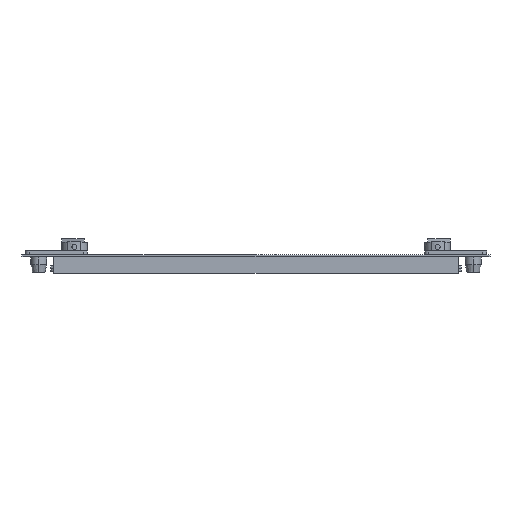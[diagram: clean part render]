
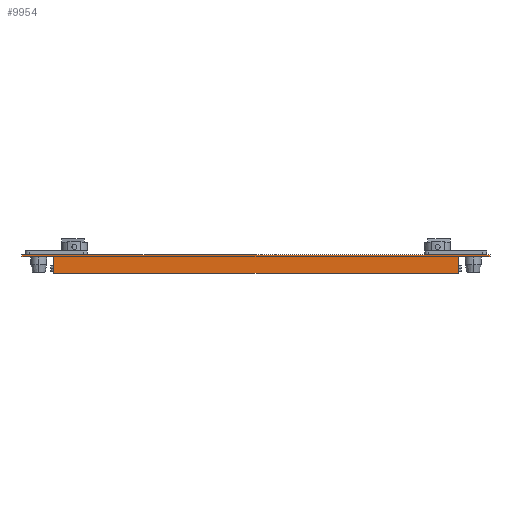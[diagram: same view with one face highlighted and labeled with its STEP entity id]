
A CAD part, front view. The second image highlights one B-rep face of the part: STEP entity #9954.
In plain terms, the highlighted face is planar.
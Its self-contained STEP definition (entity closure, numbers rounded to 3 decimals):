
#9062=DIRECTION('',(0.,0.,1.));
#9063=VECTOR('',#9062,1.);
#9064=CARTESIAN_POINT('',(-125.,175.,0.));
#9065=LINE('',#9064,#9063);
#9076=DIRECTION('',(1.,0.,0.));
#9077=VECTOR('',#9076,17.);
#9078=CARTESIAN_POINT('',(-125.,175.,0.));
#9079=LINE('',#9078,#9077);
#9083=DIRECTION('',(0.,0.,1.));
#9084=VECTOR('',#9083,9.);
#9085=CARTESIAN_POINT('',(108.,175.,-9.));
#9086=LINE('',#9085,#9084);
#9090=DIRECTION('',(1.,0.,0.));
#9091=VECTOR('',#9090,17.);
#9092=CARTESIAN_POINT('',(108.,175.,0.));
#9093=LINE('',#9092,#9091);
#9097=DIRECTION('',(0.,0.,1.));
#9098=VECTOR('',#9097,1.);
#9099=CARTESIAN_POINT('',(125.,175.,0.));
#9100=LINE('',#9099,#9098);
#9104=DIRECTION('',(-1.,0.,0.));
#9105=VECTOR('',#9104,250.);
#9106=CARTESIAN_POINT('',(125.,175.,1.));
#9107=LINE('',#9106,#9105);
#9111=DIRECTION('',(0.,0.,1.));
#9112=VECTOR('',#9111,9.);
#9113=CARTESIAN_POINT('',(-108.,175.,-9.));
#9114=LINE('',#9113,#9112);
#9153=DIRECTION('',(-1.,0.,0.));
#9154=VECTOR('',#9153,216.);
#9155=CARTESIAN_POINT('',(108.,175.,-9.));
#9156=LINE('',#9155,#9154);
#9497=CARTESIAN_POINT('',(125.,175.,0.));
#9499=VERTEX_POINT('',#9497);
#9500=CARTESIAN_POINT('',(108.,175.,0.));
#9501=VERTEX_POINT('',#9500);
#9506=CARTESIAN_POINT('',(-108.,175.,0.));
#9507=VERTEX_POINT('',#9506);
#9508=CARTESIAN_POINT('',(-125.,175.,0.));
#9509=VERTEX_POINT('',#9508);
#9597=CARTESIAN_POINT('',(-125.,175.,1.));
#9599=VERTEX_POINT('',#9597);
#9600=CARTESIAN_POINT('',(125.,175.,1.));
#9601=VERTEX_POINT('',#9600);
#9656=CARTESIAN_POINT('',(-108.,175.,-9.));
#9657=VERTEX_POINT('',#9656);
#9658=CARTESIAN_POINT('',(108.,175.,-9.));
#9659=VERTEX_POINT('',#9658);
#9936=CARTESIAN_POINT('',(125.,175.,0.));
#9937=DIRECTION('',(0.,1.,0.));
#9938=DIRECTION('',(-1.,0.,0.));
#9939=AXIS2_PLACEMENT_3D('',#9936,#9937,#9938);
#9940=PLANE('',#9939);
#9941=ORIENTED_EDGE('',*,*,#9687,.T.);
#9943=ORIENTED_EDGE('',*,*,#9942,.F.);
#9945=ORIENTED_EDGE('',*,*,#9944,.F.);
#9947=ORIENTED_EDGE('',*,*,#9946,.T.);
#9948=ORIENTED_EDGE('',*,*,#9679,.T.);
#9949=ORIENTED_EDGE('',*,*,#9798,.T.);
#9950=ORIENTED_EDGE('',*,*,#9820,.T.);
#9951=ORIENTED_EDGE('',*,*,#9921,.F.);
#9952=EDGE_LOOP('',(#9941,#9943,#9945,#9947,#9948,#9949,#9950,#9951));
#9953=FACE_OUTER_BOUND('',#9952,.F.);
#9679=EDGE_CURVE('',#9501,#9499,#9093,.T.);
#9687=EDGE_CURVE('',#9509,#9507,#9079,.T.);
#9798=EDGE_CURVE('',#9499,#9601,#9100,.T.);
#9820=EDGE_CURVE('',#9601,#9599,#9107,.T.);
#9921=EDGE_CURVE('',#9509,#9599,#9065,.T.);
#9942=EDGE_CURVE('',#9657,#9507,#9114,.T.);
#9944=EDGE_CURVE('',#9659,#9657,#9156,.T.);
#9946=EDGE_CURVE('',#9659,#9501,#9086,.T.);
#9954=ADVANCED_FACE('',(#9953),#9940,.T.);
